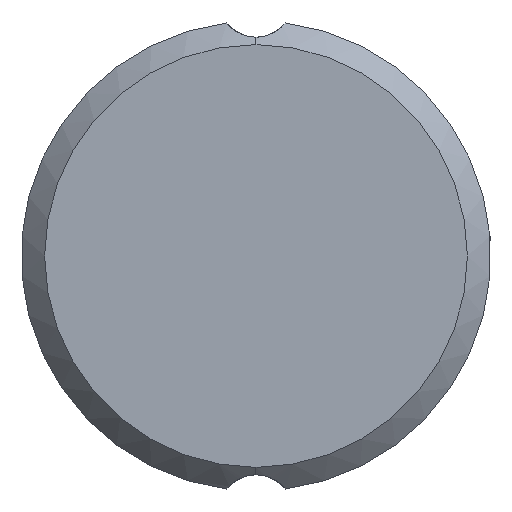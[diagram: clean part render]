
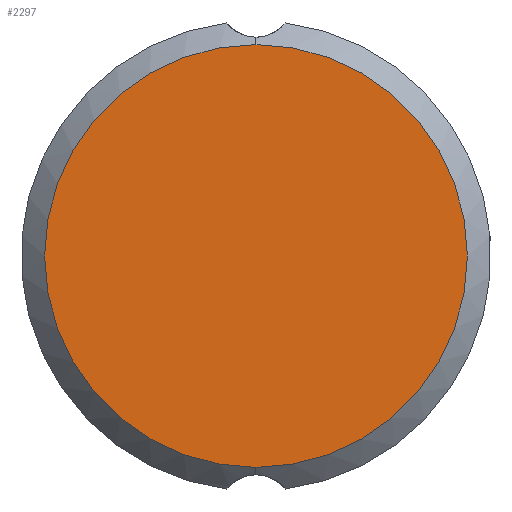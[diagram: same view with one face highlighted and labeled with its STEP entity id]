
A CAD part, front view. The second image highlights one B-rep face of the part: STEP entity #2297.
In plain terms, the highlighted planar face has unit normal (0, -1, 0).
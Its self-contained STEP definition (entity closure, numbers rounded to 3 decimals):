
#198 = DIRECTION ( 'NONE',  ( 0., 0., 1. ) ) ;
#210 = DIRECTION ( 'NONE',  ( 0., -1., 0. ) ) ;
#247 = CARTESIAN_POINT ( 'NONE',  ( 0., 0., -9. ) ) ;
#280 = PLANE ( 'NONE',  #825 ) ;
#534 = CARTESIAN_POINT ( 'NONE',  ( 0., 0., 0. ) ) ;
#551 = VERTEX_POINT ( 'NONE', #247 ) ;
#623 = VERTEX_POINT ( 'NONE', #636 ) ;
#636 = CARTESIAN_POINT ( 'NONE',  ( 0., 0., 9. ) ) ;
#808 = DIRECTION ( 'NONE',  ( 0., 0., 1. ) ) ;
#825 = AXIS2_PLACEMENT_3D ( 'NONE', #972, #996, #808 ) ;
#838 = EDGE_LOOP ( 'NONE', ( #1018, #1277 ) ) ;
#961 = AXIS2_PLACEMENT_3D ( 'NONE', #1674, #2230, #2216 ) ;
#972 = CARTESIAN_POINT ( 'NONE',  ( 0., 0., 0. ) ) ;
#996 = DIRECTION ( 'NONE',  ( 0., 1., 0. ) ) ;
#1018 = ORIENTED_EDGE ( 'NONE', *, *, #1608, .T. ) ;
#1272 = AXIS2_PLACEMENT_3D ( 'NONE', #534, #210, #198 ) ;
#1277 = ORIENTED_EDGE ( 'NONE', *, *, #1403, .T. ) ;
#1329 = FACE_OUTER_BOUND ( 'NONE', #838, .T. ) ;
#1403 = EDGE_CURVE ( 'NONE', #551, #623, #1720, .T. ) ;
#1608 = EDGE_CURVE ( 'NONE', #623, #551, #1682, .T. ) ;
#1674 = CARTESIAN_POINT ( 'NONE',  ( 0., 0., 0. ) ) ;
#1682 = CIRCLE ( 'NONE', #1272, 9. ) ;
#1720 = CIRCLE ( 'NONE', #961, 9. ) ;
#2216 = DIRECTION ( 'NONE',  ( 0., 0., 1. ) ) ;
#2230 = DIRECTION ( 'NONE',  ( 0., -1., 0. ) ) ;
#2297 = ADVANCED_FACE ( 'NONE', ( #1329 ), #280, .F. ) ;
